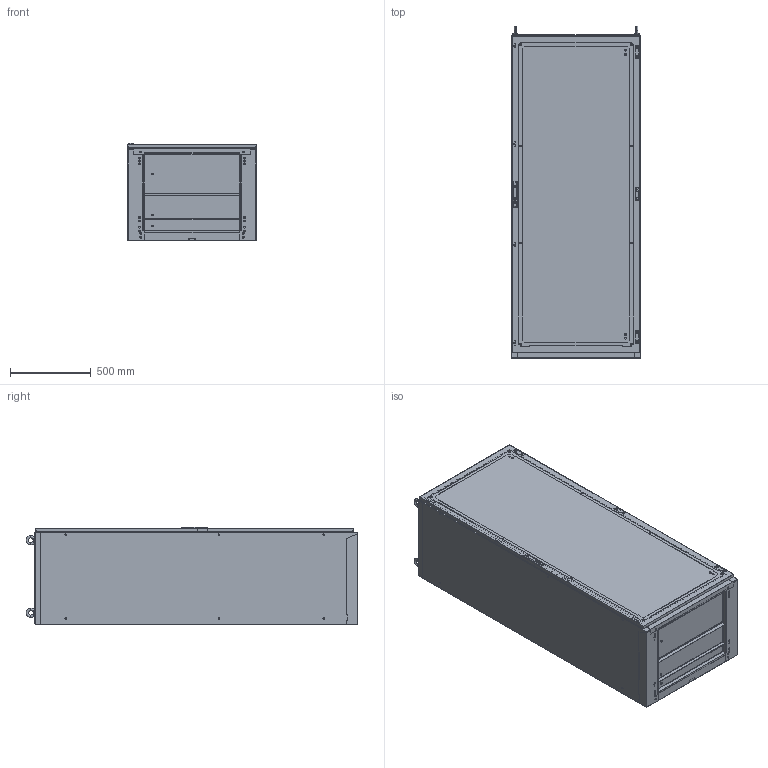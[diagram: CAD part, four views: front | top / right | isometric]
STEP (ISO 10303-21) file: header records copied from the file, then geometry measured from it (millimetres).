
FILE_DESCRIPTION (( 'STEP AP214' ), '1' );
FILE_NAME ('0390-8020-60-07.step', '2022-07-28T11:22:45', ( '' ), ( '' ), 'SwSTEP 2.0', 'SolidWorks 2019', '' );
FILE_SCHEMA (( 'AUTOMOTIVE_DESIGN' ));
Length unit declared in the file: millimetre
Products named in the file (5): Korpus_ss_8020-60; Dachplatte_ss_0390-8000-60-07; 0390-8020-60-07; Bodenplattensatz_s_0396-8000-60-03; TuerR_s_0395-8020-00-97
Assembly tree (4 placements, depth 2):
  0390-8020-60-07
    Korpus_ss_8020-60
    TuerR_s_0395-8020-00-97
    Dachplatte_ss_0390-8000-60-07
    Bodenplattensatz_s_0396-8000-60-03
Bounding box: 800 x 2057.99 x 607.5 mm (x, y, z)
Volume: 14116660.9 mm3; surface area: 15815825.1 mm2
Topology: 38 solids, 38 shells, 4418 faces, 11757 edges, 7774 vertices
Faces by surface type: plane 2432, cylinder 1784, cone 166, torus 24, bspline 12
Entity records: 168184 total; most frequent: CARTESIAN_POINT 25891, DIRECTION 24127, ORIENTED_EDGE 23514, EDGE_CURVE 11757, AXIS2_PLACEMENT_3D 8230, VERTEX_POINT 7774, LINE 7667, VECTOR 7667
